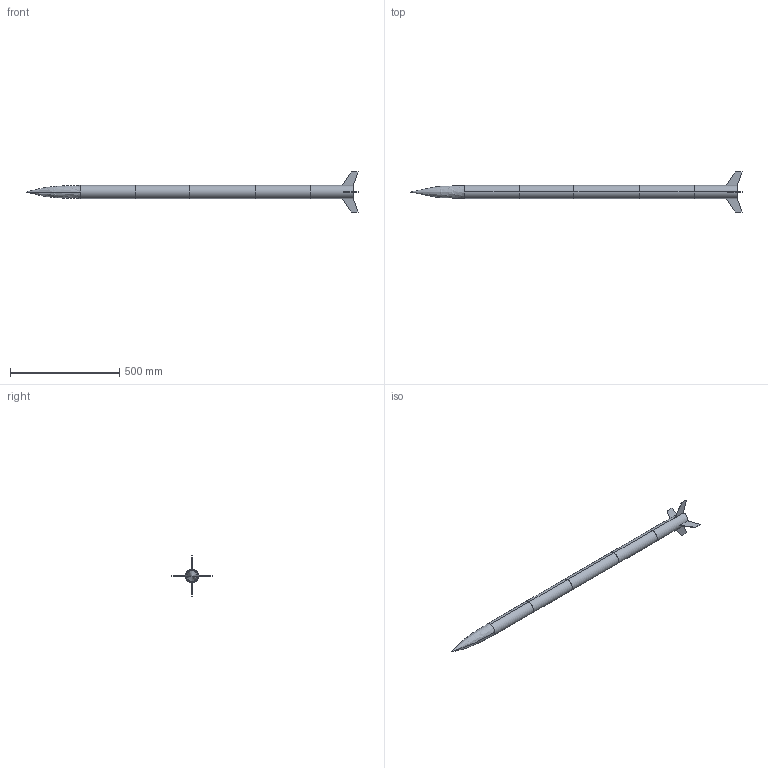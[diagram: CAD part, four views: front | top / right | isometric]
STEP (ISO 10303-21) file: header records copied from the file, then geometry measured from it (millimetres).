
FILE_DESCRIPTION (( 'STEP AP203' ), '1' );
FILE_NAME ('N-2rocket.STEP', '2022-03-15T13:59:48', ( '' ), ( '' ), 'SwSTEP 2.0', 'SolidWorks 2020', '' );
FILE_SCHEMA (( 'CONFIG_CONTROL_DESIGN' ));
Length unit declared in the file: millimetre
Products named in the file (6): body_tube_______; extra_tube1_______; extra_tube2_______; N-2rocket; nose_cone_______; fin_______
Assembly tree (9 placements, depth 2):
  N-2rocket
    body_tube_______
    extra_tube1_______  x2
    extra_tube2_______
    nose_cone_______
    fin_______  x4
Bounding box: 1518.69 x 183.1 x 183.1 mm (x, y, z)
Volume: 1889050.1 mm3; surface area: 462837.1 mm2
Topology: 9 solids, 9 shells, 56 faces, 114 edges, 75 vertices
Faces by surface type: plane 34, cylinder 20, bspline 2
Entity records: 1656 total; most frequent: CARTESIAN_POINT 197, DIRECTION 180, ORIENTED_EDGE 128, AXIS2_PLACEMENT_3D 76, EDGE_CURVE 64, PERSON_AND_ORGANIZATION 57, COORDINATED_UNIVERSAL_TIME_OFFSET 48, DATE_AND_TIME 48
